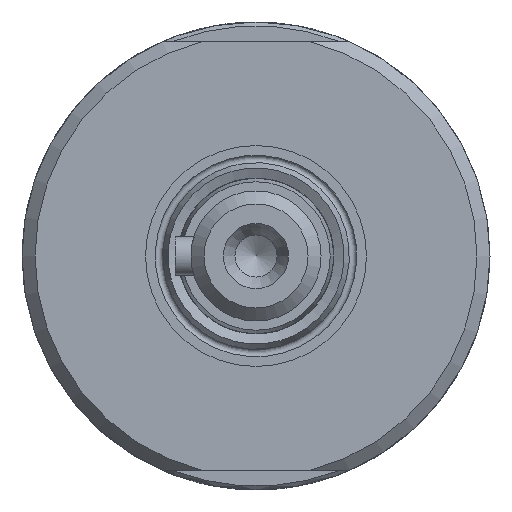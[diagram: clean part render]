
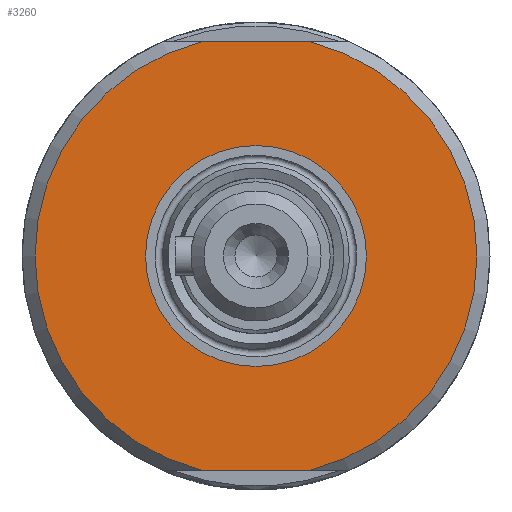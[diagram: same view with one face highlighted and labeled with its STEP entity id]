
A CAD part, left-side view. The second image highlights one B-rep face of the part: STEP entity #3260.
In plain terms, the highlighted planar face has unit normal (-1, 0, 0).
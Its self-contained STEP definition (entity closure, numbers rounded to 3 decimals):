
#64=FACE_BOUND('',#1242,.T.);
#157=PLANE('',#3554);
#572=LINE('',#5470,#844);
#573=LINE('',#5474,#845);
#844=VECTOR('',#4325,10.);
#845=VECTOR('',#4328,10.);
#1051=FACE_OUTER_BOUND('',#1241,.T.);
#1241=EDGE_LOOP('',(#2917,#2918,#2919,#2920));
#1242=EDGE_LOOP('',(#2921,#2922));
#1383=CIRCLE('',#3552,8.5);
#1384=CIRCLE('',#3553,8.5);
#1385=CIRCLE('',#3555,17.);
#1386=CIRCLE('',#3556,17.);
#1693=VERTEX_POINT('',#5462);
#1694=VERTEX_POINT('',#5463);
#1695=VERTEX_POINT('',#5468);
#1696=VERTEX_POINT('',#5469);
#1697=VERTEX_POINT('',#5471);
#1698=VERTEX_POINT('',#5473);
#2111=EDGE_CURVE('',#1693,#1694,#1383,.T.);
#2112=EDGE_CURVE('',#1694,#1693,#1384,.T.);
#2114=EDGE_CURVE('',#1695,#1696,#572,.T.);
#2115=EDGE_CURVE('',#1697,#1696,#1385,.T.);
#2116=EDGE_CURVE('',#1697,#1698,#573,.T.);
#2117=EDGE_CURVE('',#1695,#1698,#1386,.T.);
#2917=ORIENTED_EDGE('',*,*,#2114,.T.);
#2918=ORIENTED_EDGE('',*,*,#2115,.F.);
#2919=ORIENTED_EDGE('',*,*,#2116,.T.);
#2920=ORIENTED_EDGE('',*,*,#2117,.F.);
#2921=ORIENTED_EDGE('',*,*,#2111,.T.);
#2922=ORIENTED_EDGE('',*,*,#2112,.T.);
#3260=ADVANCED_FACE('',(#1051,#64),#157,.T.);
#3552=AXIS2_PLACEMENT_3D('',#5464,#4318,#4319);
#3553=AXIS2_PLACEMENT_3D('',#5465,#4320,#4321);
#3554=AXIS2_PLACEMENT_3D('',#5467,#4323,#4324);
#3555=AXIS2_PLACEMENT_3D('',#5472,#4326,#4327);
#3556=AXIS2_PLACEMENT_3D('',#5475,#4329,#4330);
#4318=DIRECTION('center_axis',(1.,0.,0.));
#4319=DIRECTION('ref_axis',(0.,-1.,0.));
#4320=DIRECTION('center_axis',(1.,0.,0.));
#4321=DIRECTION('ref_axis',(0.,-1.,0.));
#4323=DIRECTION('center_axis',(-1.,0.,0.));
#4324=DIRECTION('ref_axis',(0.,0.,
-1.));
#4325=DIRECTION('',(0.,1.,0.));
#4326=DIRECTION('center_axis',(1.,0.,0.));
#4327=DIRECTION('ref_axis',(0.,1.,0.));
#4328=DIRECTION('',(0.,-1.,0.));
#4329=DIRECTION('center_axis',(1.,0.,0.));
#4330=DIRECTION('ref_axis',(0.,1.,0.));
#5462=CARTESIAN_POINT('',(-113.2,-8.5,0.));
#5463=CARTESIAN_POINT('',(-113.2,8.5,0.));
#5464=CARTESIAN_POINT('Origin',(-113.2,0.,0.));
#5465=CARTESIAN_POINT('Origin',(-113.2,0.,0.));
#5467=CARTESIAN_POINT('Origin',(-113.2,-9.,0.));
#5468=CARTESIAN_POINT('',(-113.2,-4.093,16.5));
#5469=CARTESIAN_POINT('',(-113.2,4.093,16.5));
#5470=CARTESIAN_POINT('',(-113.2,-0.903,16.5));
#5471=CARTESIAN_POINT('',(-113.2,4.093,-16.5));
#5472=CARTESIAN_POINT('Origin',(-113.2,0.,0.));
#5473=CARTESIAN_POINT('',(-113.2,-4.093,-16.5));
#5474=CARTESIAN_POINT('',(-113.2,-8.097,-16.5));
#5475=CARTESIAN_POINT('Origin',(-113.2,0.,0.));
